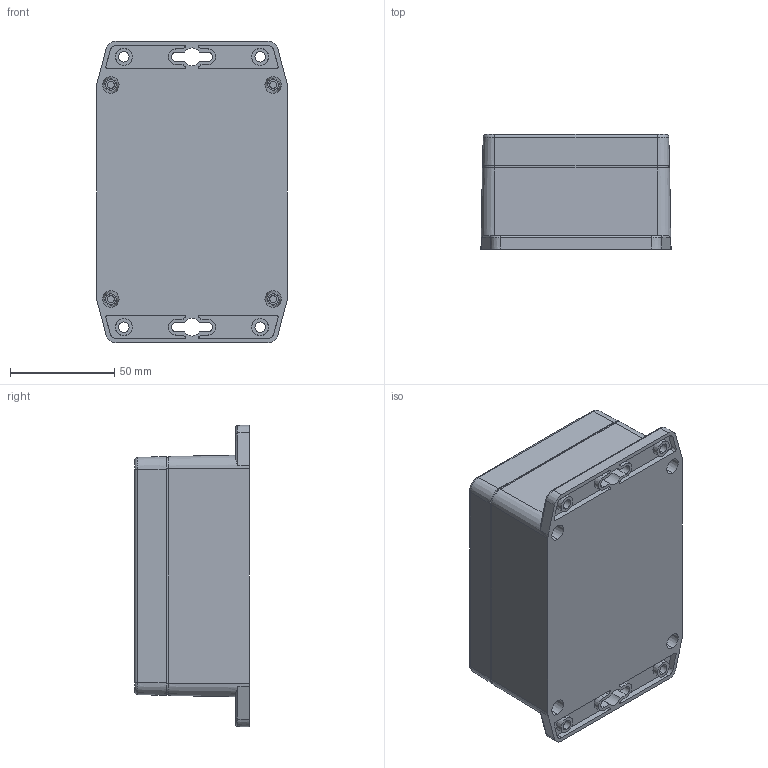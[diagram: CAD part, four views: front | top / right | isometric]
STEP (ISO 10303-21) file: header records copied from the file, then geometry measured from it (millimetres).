
FILE_DESCRIPTION (( 'STEP AP214' ), '1' );
FILE_NAME ('WC-23F.STEP', '2017-05-19T16:20:13', ( '' ), ( '' ), 'SwSTEP 2.0', 'SolidWorks 2016', '' );
FILE_SCHEMA (( 'AUTOMOTIVE_DESIGN' ));
Length unit declared in the file: inch
Products named in the file (6): W_-23BF_WP-23BF*15; WC-23F; W_-23BF-PCB_WP-23BF*15-PCB; SCREWS-SSM4-20_SCREWS-SSM4-20; SCREWS-SSM4-20-4; W_-23C_WC-23C*08
Assembly tree (8 placements, depth 3):
  WC-23F
    W_-23BF_WP-23BF*15
    W_-23C_WC-23C*08
    SCREWS-SSM4-20-4
      SCREWS-SSM4-20_SCREWS-SSM4-20  x4
    W_-23BF-PCB_WP-23BF*15-PCB
Bounding box: 91.35 x 55.14 x 144.91 mm (x, y, z)
Volume: 172202.3 mm3; surface area: 126750.1 mm2
Topology: 12 solids, 12 shells, 983 faces, 2521 edges, 1586 vertices
Faces by surface type: plane 388, cylinder 258, cone 176, bspline 128, torus 32, sphere 1
Entity records: 25468 total; most frequent: CARTESIAN_POINT 5914, ORIENTED_EDGE 3796, DIRECTION 3746, EDGE_CURVE 1898, AXIS2_PLACEMENT_3D 1349, VERTEX_POINT 1233, LINE 1048, VECTOR 1048
